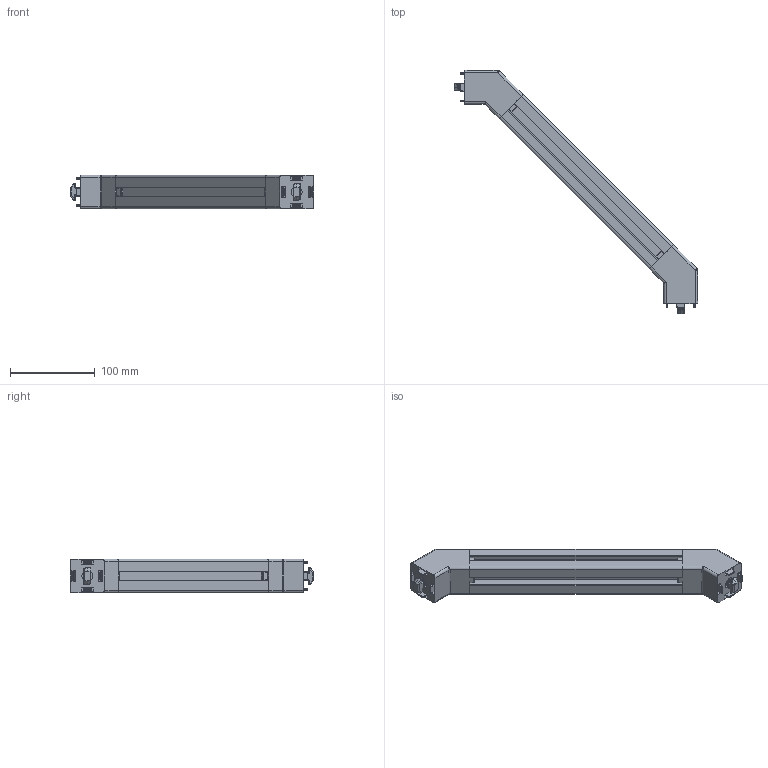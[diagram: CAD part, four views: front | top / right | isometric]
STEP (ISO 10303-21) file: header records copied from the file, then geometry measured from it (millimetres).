
FILE_DESCRIPTION(/* description */ ('KriTec Diagonalstrebe 10 40x40-45° - 250mm'),/* implementation_level */ '2;1');
FILE_NAME(/* name */ '88511_KriTec_Diagonalstrebe_10_40x40-45_250mm.stp',/* time_stamp */ '2020-09-15T11:00:31+02:00',/* author */ ('Nell'),/* organization */ (''),/* preprocessor_version */ 'ST-DEVELOPER v17',/* originating_system */ 'Autodesk Inventor 2018',/* authorisation */ '');
FILE_SCHEMA (('AUTOMOTIVE_DESIGN { 1 0 10303 214 3 1 1 }'));
Products named in the file (8): 88511; 82395; 82395_3; 82395_4; 82395_2; 82395_5; 82395_1; 82042-250
Assembly tree (8 placements, depth 3):
  88511
    82395  x2
      82395_3
      82395_4
      82395_2
      82395_5
      82395_1
    82042-250
Bounding box: 286.78 x 286.78 x 40 mm (x, y, z)
Volume: 251471.9 mm3; surface area: 194761.6 mm2
Topology: 11 solids, 11 shells, 2340 faces, 5976 edges, 3644 vertices
Faces by surface type: cylinder 790, plane 790, bspline 364, cone 212, sphere 118, torus 66
Full cylindrical faces by diameter (mm): 6.8 x2, 9.5 x2, 9.9 x2, 10.7 x18, 13 x4, 19.6 x2, 21 x2
Entity records: 49347 total; most frequent: CARTESIAN_POINT 20084, ORIENTED_EDGE 6310, DIRECTION 5929, EDGE_CURVE 3155, AXIS2_PLACEMENT_3D 2191, VERTEX_POINT 1954, LINE 1547, VECTOR 1547
